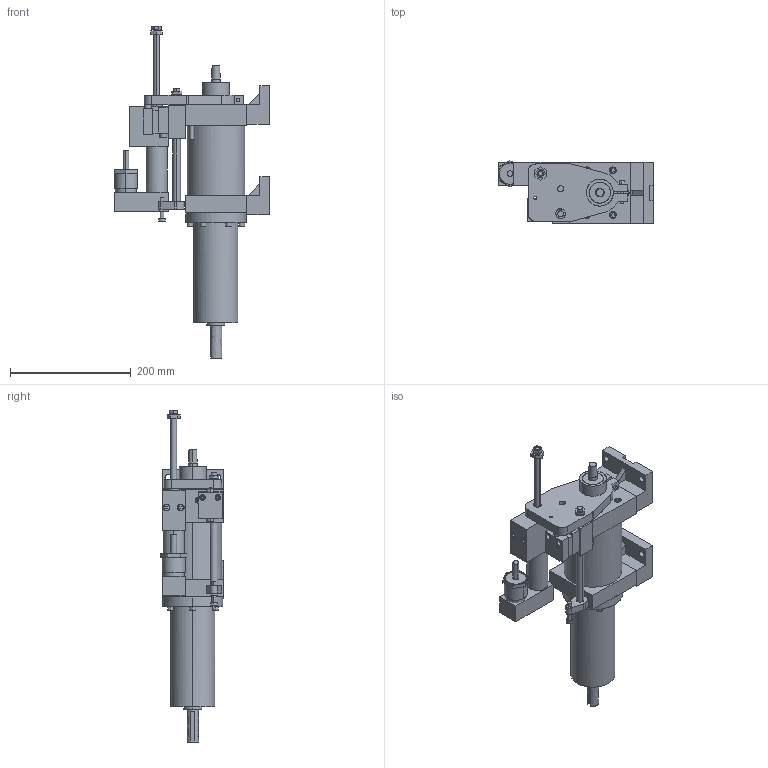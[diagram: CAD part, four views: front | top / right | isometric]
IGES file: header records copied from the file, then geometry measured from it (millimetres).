
Global section: file name: 18658dq.igs; native system: AutoCAD-15.0 (Microsoft Windows NT Version 5.1 (x86)); preprocessor: Autodesk IGES Translator R15.0 (Sep  1 1999) from Autodesk, Inc.; date: 20070522.104251; units: inch
Bounding box: 257.18 x 104.64 x 550.91 mm (x, y, z)
Surface area: 538847.2 mm2 (no closed solid volume)
Topology: 0 solids, 0 shells, 848 faces, 4241 edges, 4201 vertices
Faces by surface type: bspline 848
